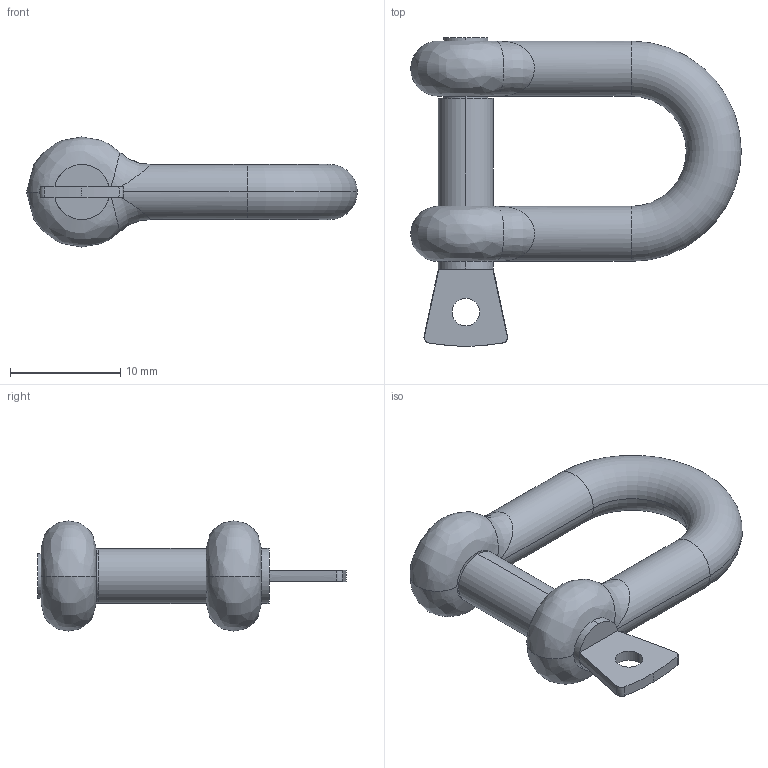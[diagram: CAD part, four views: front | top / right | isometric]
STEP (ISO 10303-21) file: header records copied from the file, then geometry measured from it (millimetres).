
FILE_DESCRIPTION((''),'2;1');
FILE_NAME('2800_COSCH_EDELSTAHLTECHNIK','2021-09-26T14:13:07',('Gogel'),('CAD_Service Gogel'),'CREO PARAMETRIC BY PTC INC, 2018420','CREO PARAMETRIC BY PTC INC, 2018420','');
FILE_SCHEMA(('AUTOMOTIVE_DESIGN { 1 0 10303 214 1 1 1 1 }'));
Length unit declared in the file: millimetre
Products named in the file (1): 2800_COSCH_EDELSTAHLTECHNIK
Bounding box: 30 x 28 x 10 mm (x, y, z)
Volume: 1770.5 mm3; surface area: 1401 mm2
Topology: 1 solids, 1 shells, 38 faces, 87 edges, 51 vertices
Faces by surface type: cylinder 14, bspline 8, plane 8, torus 4, cone 2, sphere 2
Entity records: 2679 total; most frequent: CARTESIAN_POINT 1456, DIRECTION 230, ORIENTED_EDGE 164, AXIS2_PLACEMENT_3D 99, EDGE_CURVE 82, CIRCLE 51, VERTEX_POINT 47, EDGE_LOOP 43
